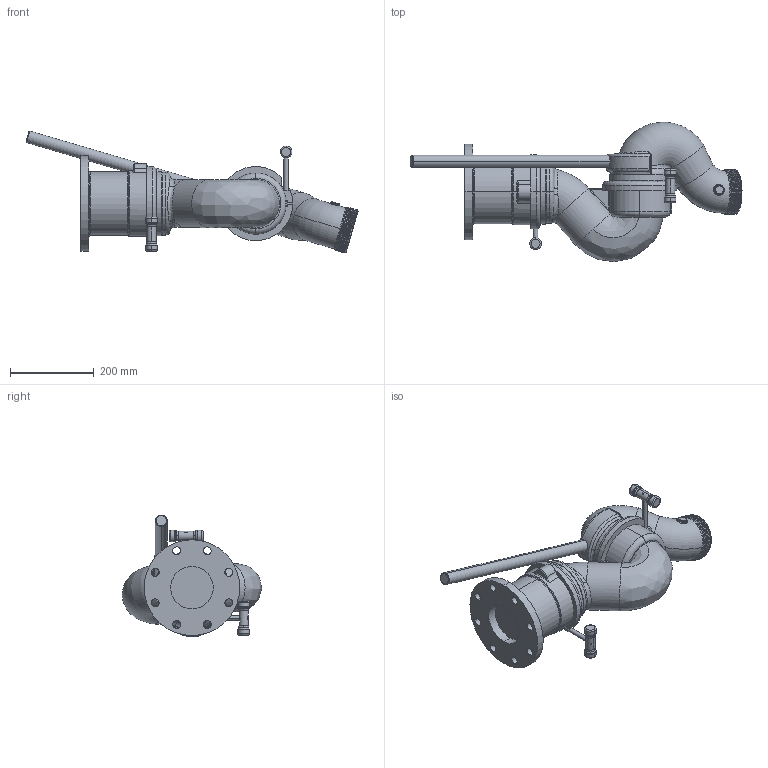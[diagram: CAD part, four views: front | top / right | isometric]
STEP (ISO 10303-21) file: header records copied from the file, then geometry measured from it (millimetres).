
FILE_DESCRIPTION (( 'STEP AP214' ), '1' );
FILE_NAME ('8294-131_ScorpionDD.STEP', '2010-07-27T12:19:21', ( 'Rick' ), ( '' ), 'SwSTEP 2.0', 'SolidWorks 2010', '' );
FILE_SCHEMA (( 'AUTOMOTIVE_DESIGN' ));
Length unit declared in the file: inch
Products named in the file (11): Products.Monitors.8294-121 (Scorpion) Big Stick-8294-121 (Big Stick Scorpion)8294-121Scorpion - Big Stick Monitor50NULL; Products.Monitors.8294-121 (Scorpion) Big Stick-8294-121 (Big Stick Scorpion)81369001Inlet Body Sub-Assy20NULL; Release-Details 15000 - 1999917916001Body - Base (Inlet Vaned)20NULL; Products.Monitors.8294-121 (Scorpion) Big Stick-8294-121 (Big Stick Scorpion)81368001Outlet Body Sub-Assy10NULL; Release-Details 15000 - 1999917917001Body - Outlet10NULL; Release-Details 15000 - 1999917948001Base - Monitor (4-150lb FF Flg)10NULL; Release-Details 20000 - 2499923578001CLAMP-LOCK40NULL; Release-Details 35000 - 3999936337001Handle - MonitorA20NULL; Release-Details 60000 - 6499962812001Lock Stud20NULL; Users.Eric_Combs-INDUSTRIAL RAM36724001HANDLE-LOCK (ALM)10NULL; 8294-131_ScorpionDD
Assembly tree (13 placements, depth 4):
  8294-131_ScorpionDD
    Products.Monitors.8294-121 (Scorpion) Big Stick-8294-121 (Big Stick Scorpion)8294-121Scorpion - Big Stick Monitor50NULL
      Release-Details 20000 - 2499923578001CLAMP-LOCK40NULL  x2
      Users.Eric_Combs-INDUSTRIAL RAM36724001HANDLE-LOCK (ALM)10NULL  x2
      Products.Monitors.8294-121 (Scorpion) Big Stick-8294-121 (Big Stick Scorpion)81368001Outlet Body Sub-Assy10NULL
        Release-Details 15000 - 1999917917001Body - Outlet10NULL
      Release-Details 60000 - 6499962812001Lock Stud20NULL  x2
      Release-Details 15000 - 1999917948001Base - Monitor (4-150lb FF Flg)10NULL
      Release-Details 35000 - 3999936337001Handle - MonitorA20NULL
      Products.Monitors.8294-121 (Scorpion) Big Stick-8294-121 (Big Stick Scorpion)81369001Inlet Body Sub-Assy20NULL
        Release-Details 15000 - 1999917916001Body - Base (Inlet Vaned)20NULL
Bounding box: 793.26 x 333.05 x 291.36 mm (x, y, z)
Volume: 11438609.5 mm3; surface area: 702927.4 mm2
Topology: 10 solids, 10 shells, 376 faces, 959 edges, 608 vertices
Faces by surface type: cylinder 146, bspline 114, plane 60, torus 39, cone 17
Entity records: 38307 total; most frequent: CARTESIAN_POINT 26772, ORIENTED_EDGE 1676, DIRECTION 1131, EDGE_CURVE 838, VERTEX_POINT 533, AXIS2_PLACEMENT_3D 473, B_SPLINE_CURVE_WITH_KNOTS 395, EDGE_LOOP 355
